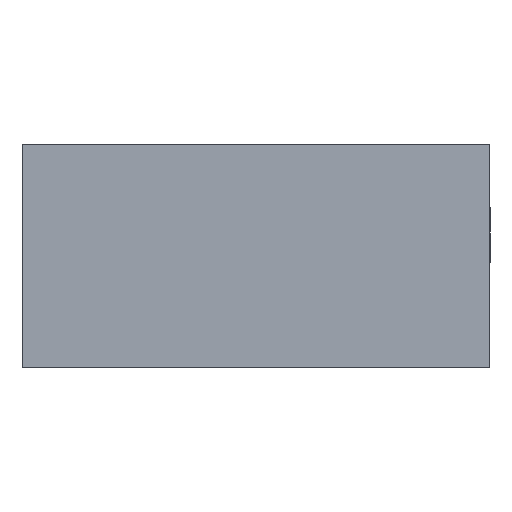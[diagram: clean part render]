
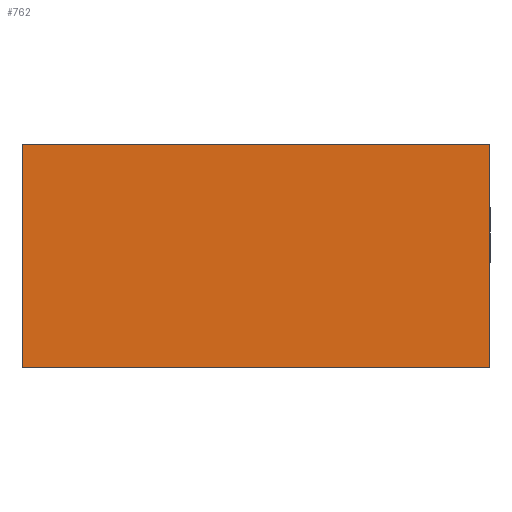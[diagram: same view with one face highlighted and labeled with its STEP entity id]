
A CAD part, left-side view. The second image highlights one B-rep face of the part: STEP entity #762.
In plain terms, the highlighted planar face has unit normal (-1, 0, 0).
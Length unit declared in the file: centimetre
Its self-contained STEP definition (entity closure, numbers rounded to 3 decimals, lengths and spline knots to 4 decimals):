
#115=FACE_OUTER_BOUND('',#168,.T.);
#168=EDGE_LOOP('',(#661,#662,#663,#664));
#186=VERTEX_POINT('',#1401);
#187=VERTEX_POINT('',#1403);
#200=VERTEX_POINT('',#1439);
#258=VERTEX_POINT('',#1633);
#279=EDGE_CURVE('',#186,#187,#786,.T.);
#297=EDGE_CURVE('',#200,#187,#800,.T.);
#394=EDGE_CURVE('',#258,#200,#879,.T.);
#395=EDGE_CURVE('',#258,#186,#880,.T.);
#661=ORIENTED_EDGE('',*,*,#394,.T.);
#662=ORIENTED_EDGE('',*,*,#297,.T.);
#663=ORIENTED_EDGE('',*,*,#279,.F.);
#664=ORIENTED_EDGE('',*,*,#395,.F.);
#709=PLANE('',#1075);
#762=ADVANCED_FACE('',(#115),#709,.T.);
#786=LINE('',#1404,#900);
#800=LINE('',#1440,#914);
#879=LINE('',#1634,#993);
#880=LINE('',#1635,#994);
#900=VECTOR('',#1120,10.);
#914=VECTOR('',#1152,10.);
#993=VECTOR('',#1345,10.);
#994=VECTOR('',#1346,10.);
#1075=AXIS2_PLACEMENT_3D('',#1632,#1343,#1344);
#1120=DIRECTION('',(0.,-1.,0.));
#1152=DIRECTION('',(0.,0.,1.));
#1343=DIRECTION('center_axis',(-1.,0.,0.));
#1344=DIRECTION('ref_axis',(0.,-1.,0.));
#1345=DIRECTION('',(0.,-1.,0.));
#1346=DIRECTION('',(0.,0.,1.));
#1401=CARTESIAN_POINT('',(-255.,335.,160.));
#1403=CARTESIAN_POINT('',(-255.,0.,160.));
#1404=CARTESIAN_POINT('',(-255.,335.,160.));
#1439=CARTESIAN_POINT('',(-255.,0.,0.));
#1440=CARTESIAN_POINT('',(-255.,0.,0.));
#1632=CARTESIAN_POINT('Origin',(-255.,335.,0.));
#1633=CARTESIAN_POINT('',(-255.,335.,0.));
#1634=CARTESIAN_POINT('',(-255.,335.,0.));
#1635=CARTESIAN_POINT('',(-255.,335.,0.));
